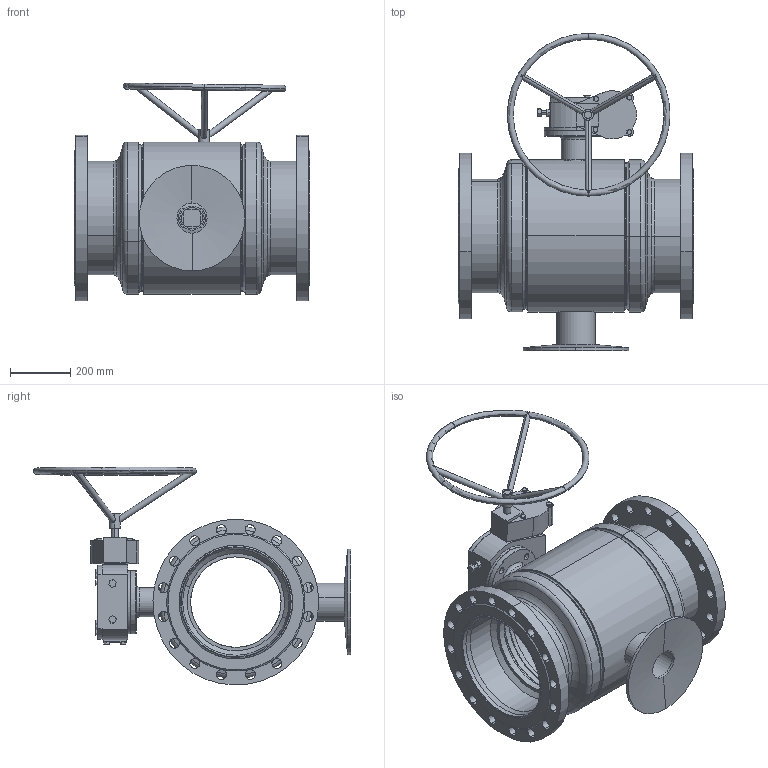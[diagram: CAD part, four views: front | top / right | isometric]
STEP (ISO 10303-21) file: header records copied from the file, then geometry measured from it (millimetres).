
FILE_DESCRIPTION (( 'STEP AP214' ), '1' );
FILE_NAME ('DN350涡轮法兰球阀PN25.STEP', '2023-10-08T06:11:52', ( '' ), ( '' ), 'SwSTEP 2.0', 'SolidWorks 2019', '' );
FILE_SCHEMA (( 'AUTOMOTIVE_DESIGN' ));
Length unit declared in the file: millimetre
Products named in the file (11): 忒謫350; 350楊擘2.5; DN350-概极; Q61F-350-3概裝; DN350涡轮法兰球阀PN25; 盓殤埴攫350; 350瑩; 恘謫350; 350晚概极; Q61F-350-7粣杶珨; 350埴攫盓殤奪
Assembly tree (12 placements, depth 2):
  DN350涡轮法兰球阀PN25
    DN350-概极
    350晚概极  x2
    Q61F-350-7粣杶珨
    Q61F-350-3概裝
    350埴攫盓殤奪
    盓殤埴攫350
    恘謫350
    忒謫350
    350瑩
    350楊擘2.5  x2
Bounding box: 780 x 1052 x 723.13 mm (x, y, z)
Volume: 47991677.8 mm3; surface area: 4422727.2 mm2
Topology: 22 solids, 26 shells, 872 faces, 2010 edges, 1264 vertices
Faces by surface type: plane 356, cylinder 342, cone 144, torus 30
Entity records: 23044 total; most frequent: CARTESIAN_POINT 5394, DIRECTION 3602, ORIENTED_EDGE 3232, EDGE_CURVE 1616, AXIS2_PLACEMENT_3D 1450, VERTEX_POINT 1020, EDGE_LOOP 840, CIRCLE 728
